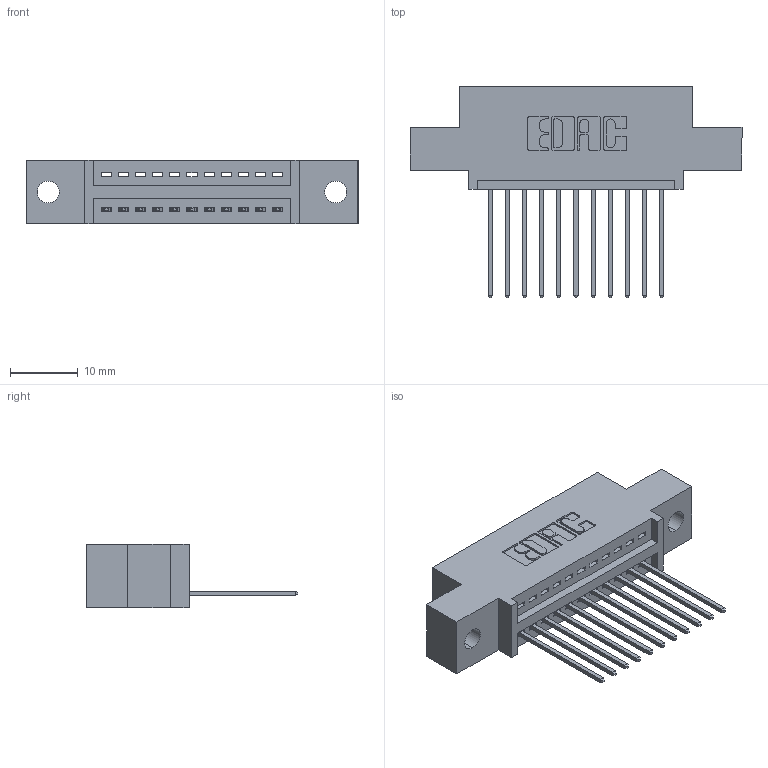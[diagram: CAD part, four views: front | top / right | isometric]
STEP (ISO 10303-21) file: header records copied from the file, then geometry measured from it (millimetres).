
FILE_DESCRIPTION (( 'STEP AP203' ), '1' );
FILE_NAME ('395-011-542-402.STEP', '2018-11-05T15:49:36', ( '' ), ( '' ), 'SwSTEP 2.0', 'SolidWorks 2016', '' );
FILE_SCHEMA (( 'CONFIG_CONTROL_DESIGN' ));
Length unit declared in the file: inch
Products named in the file (3): 345-292-001_345-293-142; 395-011-542-402; 345 Part_0.110 Offset - 0.128 Dia
Assembly tree (12 placements, depth 2):
  395-011-542-402
    345 Part_0.110 Offset - 0.128 Dia
    345-292-001_345-293-142  x11
Bounding box: 49.15 x 31.29 x 9.4 mm (x, y, z)
Volume: 4328.7 mm3; surface area: 5296.3 mm2
Topology: 12 solids, 12 shells, 768 faces, 2289 edges, 1510 vertices
Faces by surface type: plane 524, cylinder 244
Entity records: 12605 total; most frequent: CARTESIAN_POINT 2193, ORIENTED_EDGE 2138, DIRECTION 1959, EDGE_CURVE 1069, LINE 893, VECTOR 893, VERTEX_POINT 710, AXIS2_PLACEMENT_3D 533
